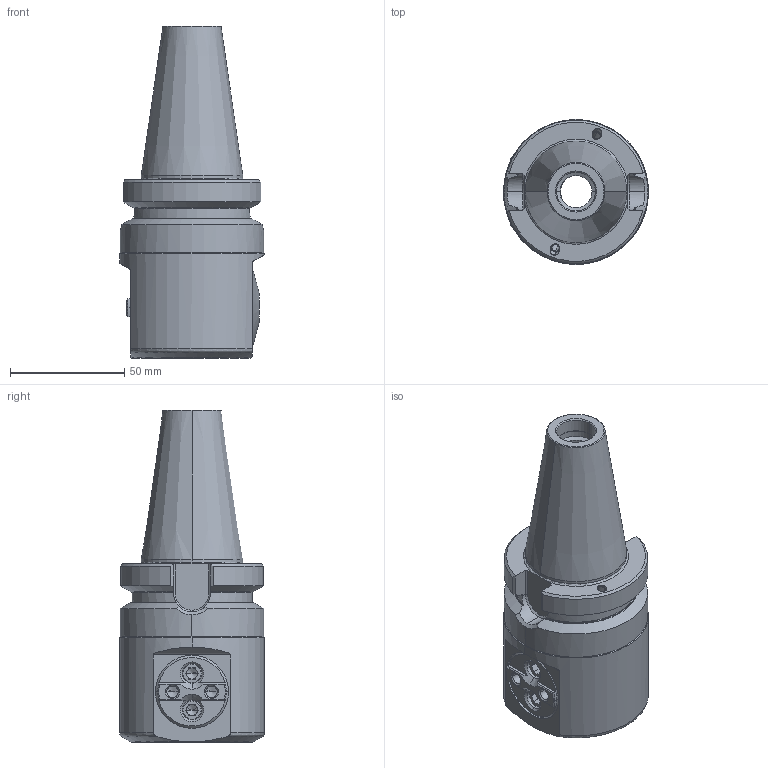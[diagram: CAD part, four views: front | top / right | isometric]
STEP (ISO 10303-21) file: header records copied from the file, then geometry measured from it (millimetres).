
FILE_DESCRIPTION(('no description'),'unknown implementation level');
FILE_NAME('B7D6F044-F68B-40D4-96F8-4C2597C862A2_export.stp',' ',('CIMSOURCE GmbH'),('CADClick - KiM GmbH - www.kimweb.de'),'unknown preprocess','ACIS','unknown authorization');
FILE_SCHEMA(('automotive_design'));
Length unit declared in the file: millimetre
Products named in the file (8): 112.122 Kaiser EWN 2-50XL X SK40_BTBD|195.028 Kaiser Werkzeugk�rper EWN2-50 XL x SK40 BTBD_Standard;NONE; 112.122 Kaiser EWN 2-50XL X SK40_BTBD|112.040 Kaiser Zustelleinheit EWN 2-50 (XL)_Standard|690.595 Kaiser ETL M10 X 10D_DIN 913 - M10x10;NONE; 112.122 Kaiser EWN 2-50XL X SK40_BTBD|112.040 Kaiser Zustelleinheit EWN 2-50 (XL)_Standard|691.374 Kaiser RTL �2,5 X 22K_Standard;NONE; 112.122 Kaiser EWN 2-50XL X SK40_BTBD|112.040 Kaiser Zustelleinheit EWN 2-50 (XL)_Standard|112.156 Kaiser RTL �8,4 X 8,5_Standard;NONE; 112.122 Kaiser EWN 2-50XL X SK40_BTBD|112.040 Kaiser Zustelleinheit EWN 2-50 (XL)_Standard|690.417 Kaiser ETL M4 X 4D_Standard;NONE; 112.122 Kaiser EWN 2-50XL X SK40_BTBD|112.040 Kaiser Zustelleinheit EWN 2-50 (XL)_Standard|112.040 Kaiser Zustelleinheit EWN 2-50 (XL)_Standard;NONE
Bounding box: 63.5 x 63.5 x 145.4 mm (x, y, z)
Volume: 252954.7 mm3; surface area: 51126.6 mm2
Topology: 8 solids, 8 shells, 333 faces, 816 edges, 499 vertices
Faces by surface type: plane 120, cylinder 103, cone 82, torus 14, bspline 14
Entity records: 21329 total; most frequent: CARTESIAN_POINT 4304, STYLED_ITEM 1642, PRESENTATION_STYLE_ASSIGNMENT 1642, COLOUR_RGB 1642, ORIENTED_EDGE 1604, DIRECTION 1599, EDGE_CURVE 802, CURVE_STYLE 802
